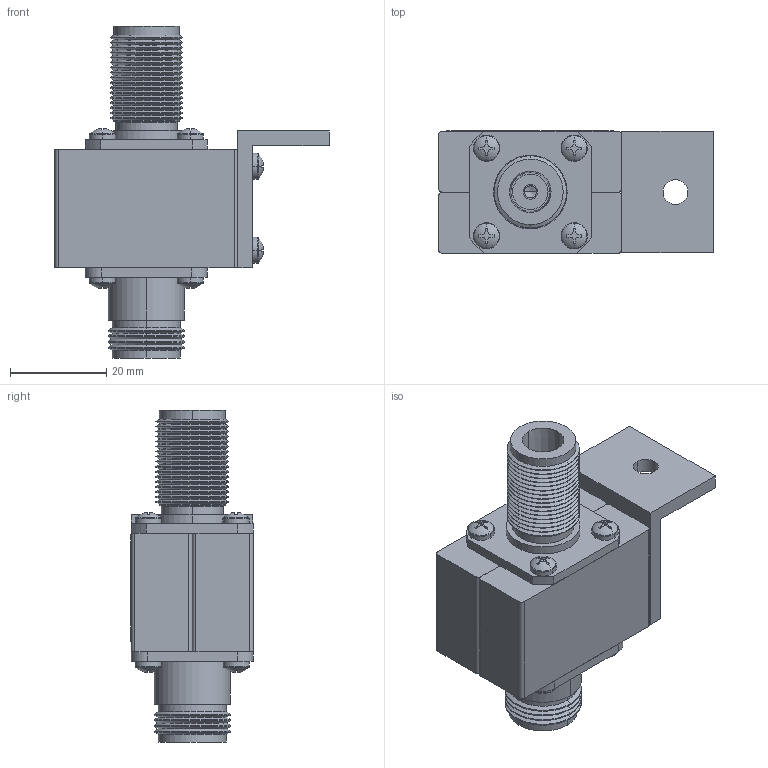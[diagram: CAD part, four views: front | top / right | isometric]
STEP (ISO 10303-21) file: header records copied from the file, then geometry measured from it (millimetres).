
FILE_DESCRIPTION (( 'STEP AP214' ), '1' );
FILE_NAME ('LCSP1027.STEP', '2018-04-11T20:52:34', ( '' ), ( '' ), 'SwSTEP 2.0', 'SolidWorks 2017', '' );
FILE_SCHEMA (( 'AUTOMOTIVE_DESIGN' ));
Length unit declared in the file: inch
Products named in the file (10): 5210-0018; 2011-6100-01; 4033-0177; 2003-3418_BLK; 1081-0251-05; 5330-001; 9040-0578; 5100-0002; LCSP1027; 2011-6101-02
Assembly tree (20 placements, depth 3):
  LCSP1027
    5330-001
    1081-0251-05  x12
    2011-6100-01
    5100-0002
    5210-0018
    2003-3418_BLK
    9040-0578
      2011-6101-02
      4033-0177
Bounding box: 57.15 x 25.53 x 69.09 mm (x, y, z)
Volume: 30780.4 mm3; surface area: 21102.5 mm2
Topology: 19 solids, 19 shells, 1706 faces, 3797 edges, 2141 vertices
Faces by surface type: cone 718, cylinder 605, plane 325, torus 52, bspline 6
Entity records: 18734 total; most frequent: CARTESIAN_POINT 2987, DIRECTION 2847, ORIENTED_EDGE 2482, EDGE_CURVE 1241, AXIS2_PLACEMENT_3D 1120, VERTEX_POINT 744, VECTOR 607, LINE 607
